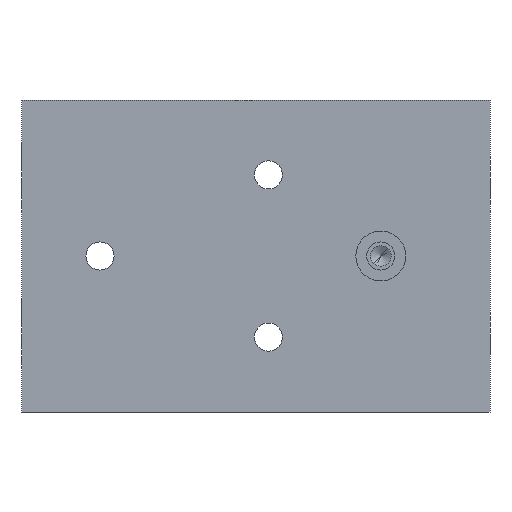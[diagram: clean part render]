
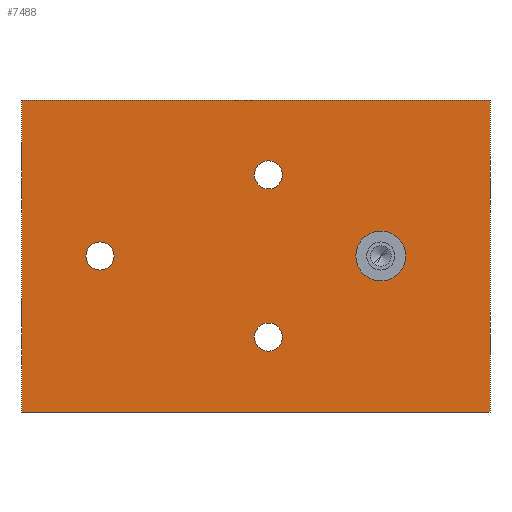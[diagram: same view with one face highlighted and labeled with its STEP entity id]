
A CAD part, front view. The second image highlights one B-rep face of the part: STEP entity #7488.
In plain terms, the highlighted planar face has unit normal (0, -1, 0).
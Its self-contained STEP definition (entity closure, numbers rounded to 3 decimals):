
#23 = VERTEX_POINT ( 'NONE', #8672 ) ;
#166 = ORIENTED_EDGE ( 'NONE', *, *, #11361, .F. ) ;
#409 = FACE_BOUND ( 'NONE', #5547, .T. ) ;
#521 = ORIENTED_EDGE ( 'NONE', *, *, #6819, .T. ) ;
#526 = DIRECTION ( 'NONE',  ( 0., 1., 0. ) ) ;
#535 = DIRECTION ( 'NONE',  ( 0., 1., 0. ) ) ;
#656 = CIRCLE ( 'NONE', #11241, 2.25 ) ;
#898 = DIRECTION ( 'NONE',  ( 0., 0., -1. ) ) ;
#938 = VERTEX_POINT ( 'NONE', #4953 ) ;
#1007 = DIRECTION ( 'NONE',  ( 0., 1., 0. ) ) ;
#1151 = CARTESIAN_POINT ( 'NONE',  ( 16.786, -6.59, 0. ) ) ;
#1247 = LINE ( 'NONE', #3229, #10606 ) ;
#1291 = VERTEX_POINT ( 'NONE', #7382 ) ;
#1467 = DIRECTION ( 'NONE',  ( 0., 0., 1. ) ) ;
#1526 = CARTESIAN_POINT ( 'NONE',  ( 34.286, -6.59, -25. ) ) ;
#1647 = LINE ( 'NONE', #1526, #3295 ) ;
#1753 = AXIS2_PLACEMENT_3D ( 'NONE', #1151, #5439, #5392 ) ;
#1873 = ORIENTED_EDGE ( 'NONE', *, *, #4137, .T. ) ;
#1889 = DIRECTION ( 'NONE',  ( 1., 0., 0. ) ) ;
#2051 = AXIS2_PLACEMENT_3D ( 'NONE', #11562, #7987, #1467 ) ;
#2054 = FACE_BOUND ( 'NONE', #12300, .T. ) ;
#2104 = CARTESIAN_POINT ( 'NONE',  ( -1.214, -6.59, -10.75 ) ) ;
#2427 = CARTESIAN_POINT ( 'NONE',  ( 16.786, -6.59, 0. ) ) ;
#2458 = ORIENTED_EDGE ( 'NONE', *, *, #6569, .F. ) ;
#2876 = CARTESIAN_POINT ( 'NONE',  ( -28.214, -6.59, 2.25 ) ) ;
#3229 = CARTESIAN_POINT ( 'NONE',  ( -40.714, -6.59, -25. ) ) ;
#3295 = VECTOR ( 'NONE', #13336, 1000. ) ;
#3585 = CARTESIAN_POINT ( 'NONE',  ( -1.214, -6.59, 13. ) ) ;
#3591 = EDGE_CURVE ( 'NONE', #938, #12880, #12359, .T. ) ;
#3611 = DIRECTION ( 'NONE',  ( 0., 0., 1. ) ) ;
#3808 = ORIENTED_EDGE ( 'NONE', *, *, #7676, .F. ) ;
#3869 = AXIS2_PLACEMENT_3D ( 'NONE', #6374, #1007, #6324 ) ;
#3877 = DIRECTION ( 'NONE',  ( 0., 0., 1. ) ) ;
#4137 = EDGE_CURVE ( 'NONE', #5398, #8628, #1647, .T. ) ;
#4298 = VERTEX_POINT ( 'NONE', #4829 ) ;
#4333 = AXIS2_PLACEMENT_3D ( 'NONE', #2427, #4528, #8814 ) ;
#4388 = EDGE_LOOP ( 'NONE', ( #1873, #166, #2458, #521 ) ) ;
#4409 = VECTOR ( 'NONE', #10244, 1000. ) ;
#4514 = CARTESIAN_POINT ( 'NONE',  ( 16.786, -6.59, 4. ) ) ;
#4528 = DIRECTION ( 'NONE',  ( 0., -1., 0. ) ) ;
#4777 = EDGE_LOOP ( 'NONE', ( #10934, #8624 ) ) ;
#4829 = CARTESIAN_POINT ( 'NONE',  ( -40.714, -6.59, 25. ) ) ;
#4953 = CARTESIAN_POINT ( 'NONE',  ( -1.214, -6.59, -15.25 ) ) ;
#5275 = AXIS2_PLACEMENT_3D ( 'NONE', #13376, #5848, #3611 ) ;
#5392 = DIRECTION ( 'NONE',  ( 0., 0., -1. ) ) ;
#5398 = VERTEX_POINT ( 'NONE', #13330 ) ;
#5400 = FACE_OUTER_BOUND ( 'NONE', #4388, .T. ) ;
#5439 = DIRECTION ( 'NONE',  ( 0., -1., 0. ) ) ;
#5461 = EDGE_CURVE ( 'NONE', #11710, #8087, #8990, .T. ) ;
#5547 = EDGE_LOOP ( 'NONE', ( #5946, #6223 ) ) ;
#5848 = DIRECTION ( 'NONE',  ( 0., 1., 0. ) ) ;
#5946 = ORIENTED_EDGE ( 'NONE', *, *, #8337, .T. ) ;
#6160 = CARTESIAN_POINT ( 'NONE',  ( 34.286, -6.59, -25. ) ) ;
#6173 = VERTEX_POINT ( 'NONE', #12046 ) ;
#6222 = ORIENTED_EDGE ( 'NONE', *, *, #9744, .F. ) ;
#6223 = ORIENTED_EDGE ( 'NONE', *, *, #3591, .T. ) ;
#6268 = AXIS2_PLACEMENT_3D ( 'NONE', #3585, #526, #12162 ) ;
#6324 = DIRECTION ( 'NONE',  ( 0., 0., 1. ) ) ;
#6374 = CARTESIAN_POINT ( 'NONE',  ( -1.214, -6.59, -13. ) ) ;
#6569 = EDGE_CURVE ( 'NONE', #23, #4298, #1247, .T. ) ;
#6760 = FACE_BOUND ( 'NONE', #4777, .T. ) ;
#6761 = CARTESIAN_POINT ( 'NONE',  ( -28.214, -6.59, 0. ) ) ;
#6819 = EDGE_CURVE ( 'NONE', #23, #5398, #9289, .T. ) ;
#6854 = CIRCLE ( 'NONE', #3869, 2.25 ) ;
#7161 = CIRCLE ( 'NONE', #10165, 2.25 ) ;
#7240 = CIRCLE ( 'NONE', #6268, 2.25 ) ;
#7307 = DIRECTION ( 'NONE',  ( 0., -1., 0. ) ) ;
#7382 = CARTESIAN_POINT ( 'NONE',  ( -1.214, -6.59, 15.25 ) ) ;
#7488 = ADVANCED_FACE ( 'NONE', ( #2054, #6760, #409, #8599, #5400 ), #8341, .T. ) ;
#7676 = EDGE_CURVE ( 'NONE', #10540, #10980, #13406, .T. ) ;
#7987 = DIRECTION ( 'NONE',  ( 0., 1., 0. ) ) ;
#8087 = VERTEX_POINT ( 'NONE', #12413 ) ;
#8111 = EDGE_LOOP ( 'NONE', ( #11184, #8213 ) ) ;
#8213 = ORIENTED_EDGE ( 'NONE', *, *, #13113, .T. ) ;
#8337 = EDGE_CURVE ( 'NONE', #12880, #938, #6854, .T. ) ;
#8341 = PLANE ( 'NONE',  #9191 ) ;
#8520 = EDGE_CURVE ( 'NONE', #8087, #11710, #656, .T. ) ;
#8599 = FACE_BOUND ( 'NONE', #8111, .T. ) ;
#8624 = ORIENTED_EDGE ( 'NONE', *, *, #8520, .T. ) ;
#8628 = VERTEX_POINT ( 'NONE', #9152 ) ;
#8672 = CARTESIAN_POINT ( 'NONE',  ( -40.714, -6.59, -25. ) ) ;
#8814 = DIRECTION ( 'NONE',  ( 0., 0., -1. ) ) ;
#8990 = CIRCLE ( 'NONE', #5275, 2.25 ) ;
#9152 = CARTESIAN_POINT ( 'NONE',  ( 34.286, -6.59, 25. ) ) ;
#9191 = AXIS2_PLACEMENT_3D ( 'NONE', #6160, #7307, #898 ) ;
#9243 = DIRECTION ( 'NONE',  ( 0., 1., 0. ) ) ;
#9289 = LINE ( 'NONE', #13230, #4409 ) ;
#9744 = EDGE_CURVE ( 'NONE', #10980, #10540, #11181, .T. ) ;
#9808 = VECTOR ( 'NONE', #1889, 1000. ) ;
#10108 = EDGE_CURVE ( 'NONE', #1291, #6173, #7161, .T. ) ;
#10165 = AXIS2_PLACEMENT_3D ( 'NONE', #10247, #9243, #3877 ) ;
#10244 = DIRECTION ( 'NONE',  ( 1., 0., 0. ) ) ;
#10247 = CARTESIAN_POINT ( 'NONE',  ( -1.214, -6.59, 13. ) ) ;
#10540 = VERTEX_POINT ( 'NONE', #13486 ) ;
#10590 = CARTESIAN_POINT ( 'NONE',  ( 34.286, -6.59, 25. ) ) ;
#10606 = VECTOR ( 'NONE', #11812, 1000. ) ;
#10934 = ORIENTED_EDGE ( 'NONE', *, *, #5461, .T. ) ;
#10980 = VERTEX_POINT ( 'NONE', #4514 ) ;
#11181 = CIRCLE ( 'NONE', #1753, 4. ) ;
#11184 = ORIENTED_EDGE ( 'NONE', *, *, #10108, .T. ) ;
#11241 = AXIS2_PLACEMENT_3D ( 'NONE', #6761, #535, #12211 ) ;
#11361 = EDGE_CURVE ( 'NONE', #4298, #8628, #12634, .T. ) ;
#11562 = CARTESIAN_POINT ( 'NONE',  ( -1.214, -6.59, -13. ) ) ;
#11710 = VERTEX_POINT ( 'NONE', #2876 ) ;
#11812 = DIRECTION ( 'NONE',  ( 0., 0., 1. ) ) ;
#12046 = CARTESIAN_POINT ( 'NONE',  ( -1.214, -6.59, 10.75 ) ) ;
#12162 = DIRECTION ( 'NONE',  ( 0., 0., 1. ) ) ;
#12211 = DIRECTION ( 'NONE',  ( 0., 0., 1. ) ) ;
#12300 = EDGE_LOOP ( 'NONE', ( #3808, #6222 ) ) ;
#12359 = CIRCLE ( 'NONE', #2051, 2.25 ) ;
#12413 = CARTESIAN_POINT ( 'NONE',  ( -28.214, -6.59, -2.25 ) ) ;
#12634 = LINE ( 'NONE', #10590, #9808 ) ;
#12880 = VERTEX_POINT ( 'NONE', #2104 ) ;
#13113 = EDGE_CURVE ( 'NONE', #6173, #1291, #7240, .T. ) ;
#13230 = CARTESIAN_POINT ( 'NONE',  ( 34.286, -6.59, -25. ) ) ;
#13330 = CARTESIAN_POINT ( 'NONE',  ( 34.286, -6.59, -25. ) ) ;
#13336 = DIRECTION ( 'NONE',  ( 0., 0., 1. ) ) ;
#13376 = CARTESIAN_POINT ( 'NONE',  ( -28.214, -6.59, 0. ) ) ;
#13406 = CIRCLE ( 'NONE', #4333, 4. ) ;
#13486 = CARTESIAN_POINT ( 'NONE',  ( 16.786, -6.59, -4. ) ) ;
